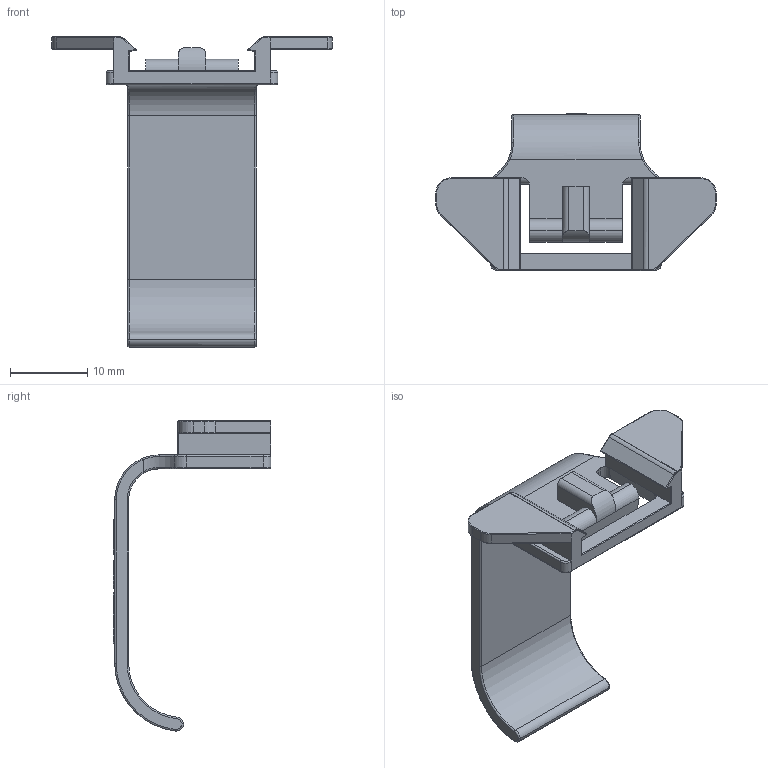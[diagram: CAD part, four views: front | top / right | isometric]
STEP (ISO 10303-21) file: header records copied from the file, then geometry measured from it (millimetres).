
FILE_DESCRIPTION (( 'STEP AP203' ), '1' );
FILE_NAME ('CABLE RETAINER B40 T1-E.STEP', '2013-11-22T07:56:44', ( 'User' ), ( 'DKC' ), 'SwSTEP 2.0', 'SolidWorks 2012', '' );
FILE_SCHEMA (( 'CONFIG_CONTROL_DESIGN' ));
Length unit declared in the file: millimetre
Products named in the file (1): CABLE RETAINER B40 T1-E
Bounding box: 36.2 x 20.36 x 40.04 mm (x, y, z)
Volume: 2175.8 mm3; surface area: 2894.3 mm2
Topology: 1 solids, 1 shells, 269 faces, 684 edges, 419 vertices
Faces by surface type: plane 91, cylinder 74, bspline 50, torus 44, cone 6, sphere 4
Entity records: 8594 total; most frequent: CARTESIAN_POINT 2369, ORIENTED_EDGE 1356, DIRECTION 1179, EDGE_CURVE 678, VERTEX_POINT 419, AXIS2_PLACEMENT_3D 415, LINE 349, VECTOR 349
